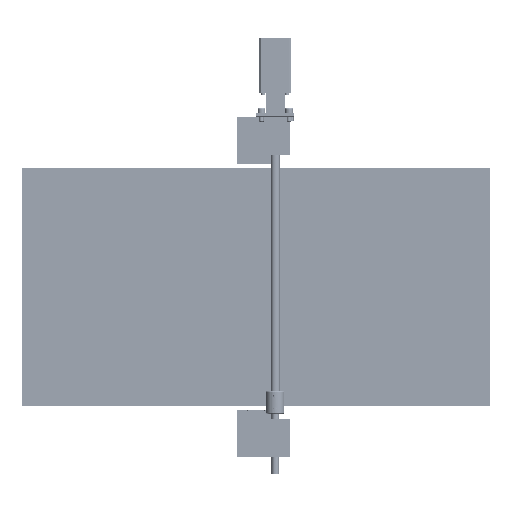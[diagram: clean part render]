
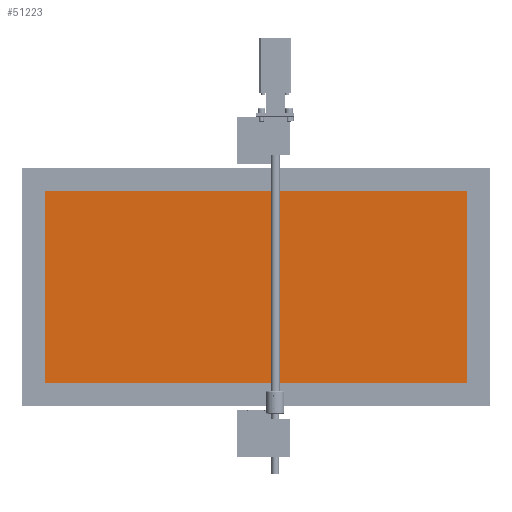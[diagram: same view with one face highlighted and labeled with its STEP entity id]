
A CAD part, front view. The second image highlights one B-rep face of the part: STEP entity #51223.
In plain terms, the highlighted face is planar.
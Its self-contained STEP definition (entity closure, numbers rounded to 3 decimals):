
#1157=LINE('',#67570,#4510);
#1161=LINE('',#67578,#4514);
#1164=LINE('',#67584,#4517);
#1166=LINE('',#67587,#4519);
#4510=VECTOR('',#57202,1000.);
#4514=VECTOR('',#57208,1000.);
#4517=VECTOR('',#57213,1000.);
#4519=VECTOR('',#57217,1000.);
#7781=PLANE('',#53473);
#9771=ORIENTED_EDGE('',*,*,#20367,.T.);
#9772=ORIENTED_EDGE('',*,*,#20371,.T.);
#9773=ORIENTED_EDGE('',*,*,#20374,.T.);
#9774=ORIENTED_EDGE('',*,*,#20376,.T.);
#20367=EDGE_CURVE('',#25716,#25715,#1157,.T.);
#20371=EDGE_CURVE('',#25715,#25718,#1161,.T.);
#20374=EDGE_CURVE('',#25718,#25720,#1164,.T.);
#20376=EDGE_CURVE('',#25720,#25716,#1166,.T.);
#25715=VERTEX_POINT('',#67569);
#25716=VERTEX_POINT('',#67571);
#25718=VERTEX_POINT('',#67577);
#25720=VERTEX_POINT('',#67583);
#30685=EDGE_LOOP('',(#9771,#9772,#9773,#9774));
#33423=FACE_BOUND('',#30685,.T.);
#51223=ADVANCED_FACE('',(#33423),#7781,.T.);
#53473=AXIS2_PLACEMENT_3D('',#67588,#57218,#57219);
#57202=DIRECTION('',(0.,0.,1.));
#57208=DIRECTION('',(1.,0.,0.));
#57213=DIRECTION('',(0.,0.,-1.));
#57217=DIRECTION('',(-1.,0.,0.));
#57218=DIRECTION('',(0.,1.,0.));
#57219=DIRECTION('',(0.,0.,1.));
#67569=CARTESIAN_POINT('',(-150.,175.,400.));
#67570=CARTESIAN_POINT('',(-150.,175.,-200.));
#67571=CARTESIAN_POINT('',(-150.,175.,-200.));
#67577=CARTESIAN_POINT('',(150.,175.,400.));
#67578=CARTESIAN_POINT('',(-150.,175.,400.));
#67583=CARTESIAN_POINT('',(150.,175.,-200.));
#67584=CARTESIAN_POINT('',(150.,175.,200.));
#67587=CARTESIAN_POINT('',(150.,175.,-200.));
#67588=CARTESIAN_POINT('',(0.,175.,0.));
